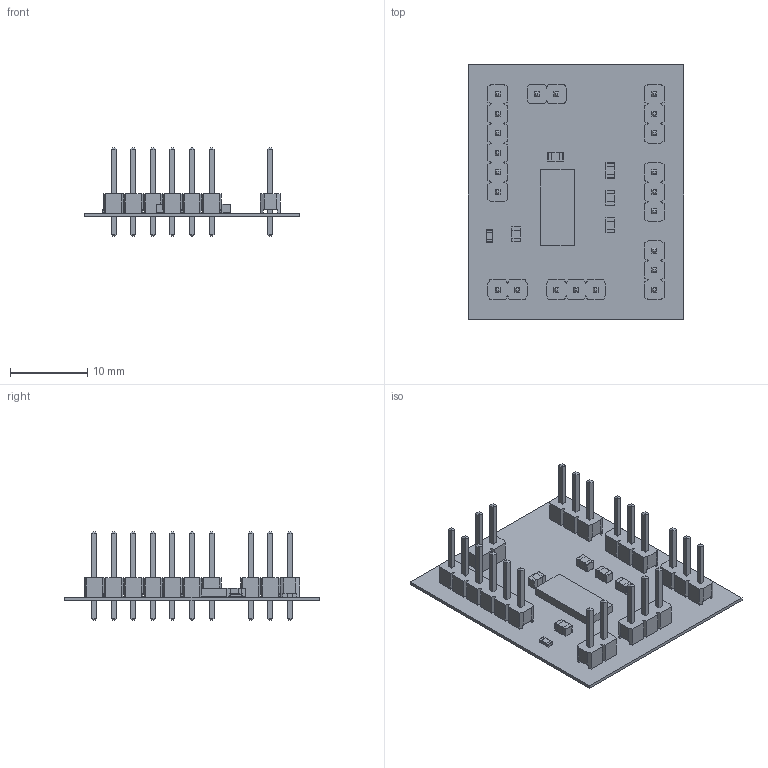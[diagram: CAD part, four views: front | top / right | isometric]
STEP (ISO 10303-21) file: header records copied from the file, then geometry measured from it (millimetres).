
FILE_DESCRIPTION(('Open CASCADE Model'),'2;1');
FILE_NAME('Open CASCADE Shape Model','2020-11-13T18:01:27',('Author'),( 'Open CASCADE'),'Open CASCADE STEP processor 6.8','Open CASCADE 6.8' ,'Unknown');
FILE_SCHEMA(('AUTOMOTIVE_DESIGN { 1 0 10303 214 1 1 1 1 }'));
Length unit declared in the file: millimetre
Products named in the file (51): PCB; Board; Open CASCADE STEP translator 6.8 10.1.1; P7; 61300211121_Download_STP_61300211121_rev1; 6130xx11121_PIN; 61300211121; C5; 5943893488; Terminal; Open_CASCADE_STEP_translator_6.8_4.1.1; Open_CASCADE_STEP_translator_6.8_4.1.2; Mid_Body; Open_CASCADE_STEP_translator_6.8_4.2.1; C4; 6051739056; C3; C2; C1; 5943868960; U1; 6331220512; Extruded; R1; 5923937056; Open_CASCADE_STEP_translator_6.8_16.2.1; Mark; P6; 61300311121_Download_STP_61300311121_rev1; 61300311121; P5; P4; P3; 61300611121_Download_STP_61300611121_rev1; 61300611121; P2; P1
Assembly tree (65 placements, depth 5):
  PCB
    Board
      Open CASCADE STEP translator 6.8 10.1.1
    P7
      61300211121_Download_STP_61300211121_rev1
        6130xx11121_PIN  x2
        61300211121
    C5
      5943893488
        Terminal
          Open_CASCADE_STEP_translator_6.8_4.1.1
          Open_CASCADE_STEP_translator_6.8_4.1.2
        Mid_Body
          Open_CASCADE_STEP_translator_6.8_4.2.1
    C4
      6051739056
        Terminal
          Open_CASCADE_STEP_translator_6.8_4.1.1
          Open_CASCADE_STEP_translator_6.8_4.1.2
        Mid_Body
          Open_CASCADE_STEP_translator_6.8_4.2.1
    C3
      6051739056
        Terminal
          Open_CASCADE_STEP_translator_6.8_4.1.1
          Open_CASCADE_STEP_translator_6.8_4.1.2
        Mid_Body
          Open_CASCADE_STEP_translator_6.8_4.2.1
    C2
      6051739056
        Terminal
          Open_CASCADE_STEP_translator_6.8_4.1.1
          Open_CASCADE_STEP_translator_6.8_4.1.2
        Mid_Body
          Open_CASCADE_STEP_translator_6.8_4.2.1
    C1
      5943868960
        Terminal
          Open_CASCADE_STEP_translator_6.8_4.1.1
          Open_CASCADE_STEP_translator_6.8_4.1.2
        Mid_Body
          Open_CASCADE_STEP_translator_6.8_4.2.1
    U1
      6331220512
        Extruded
    R1
      5923937056
        Mid_Body
        Terminal  x2
          Open_CASCADE_STEP_translator_6.8_16.2.1
        Mark
    P6
      61300311121_Download_STP_61300311121_rev1
        61300311121
        6130xx11121_PIN  x3
    P5
      61300311121_Download_STP_61300311121_rev1
        61300311121
        6130xx11121_PIN  x3
    P4
Bounding box: 27.94 x 33.02 x 11.54 mm (x, y, z)
Volume: 822.2 mm3; surface area: 3576.4 mm2
Topology: 50 solids, 50 shells, 918 faces, 2198 edges, 1340 vertices
Faces by surface type: plane 778, cylinder 100, sphere 40
Entity records: 13526 total; most frequent: CARTESIAN_POINT 1954, DIRECTION 1936, ORIENTED_EDGE 1848, EDGE_CURVE 924, LINE 804, VECTOR 804, VERTEX_POINT 584, AXIS2_PLACEMENT_3D 566
